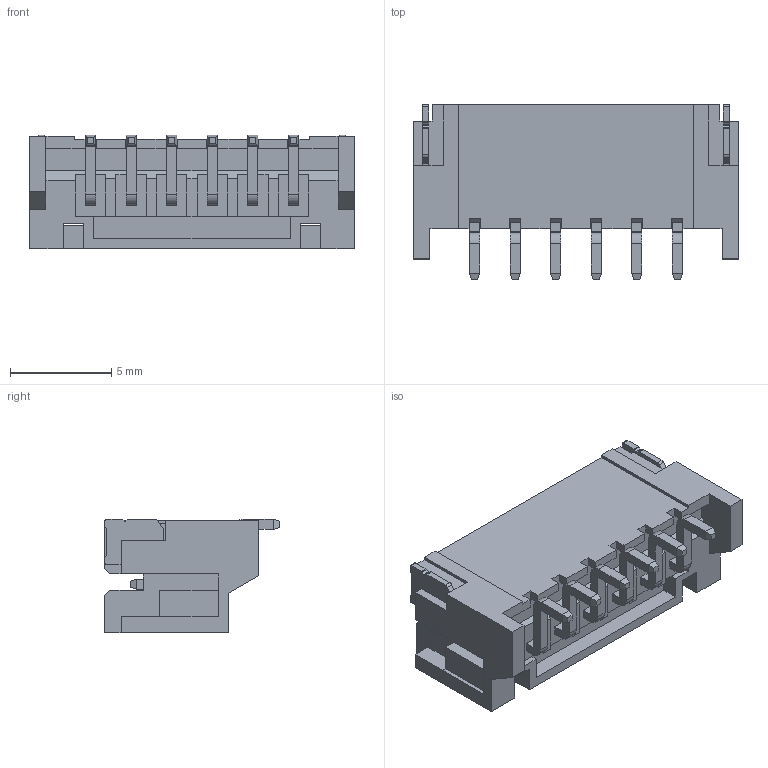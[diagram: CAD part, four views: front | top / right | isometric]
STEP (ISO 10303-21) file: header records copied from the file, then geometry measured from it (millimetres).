
FILE_DESCRIPTION (( 'STEP AP214' ), '1' );
FILE_NAME ('FWF20004-S06B24W5M-REF.STEP', '2025-05-07T09:07:21', ( '' ), ( '' ), 'SwSTEP 2.0', 'SolidWorks 2021', '' );
FILE_SCHEMA (( 'AUTOMOTIVE_DESIGN' ));
Length unit declared in the file: millimetre
Products named in the file (1): FWF20004-S06B24W5M-REF
Bounding box: 16 x 8.6 x 5.6 mm (x, y, z)
Volume: 252.6 mm3; surface area: 801 mm2
Topology: 1 solids, 1 shells, 430 faces, 1192 edges, 772 vertices
Faces by surface type: plane 384, cylinder 46
Entity records: 13486 total; most frequent: CARTESIAN_POINT 2395, ORIENTED_EDGE 2384, DIRECTION 2146, EDGE_CURVE 1192, VECTOR 1100, LINE 1100, VERTEX_POINT 772, AXIS2_PLACEMENT_3D 523
